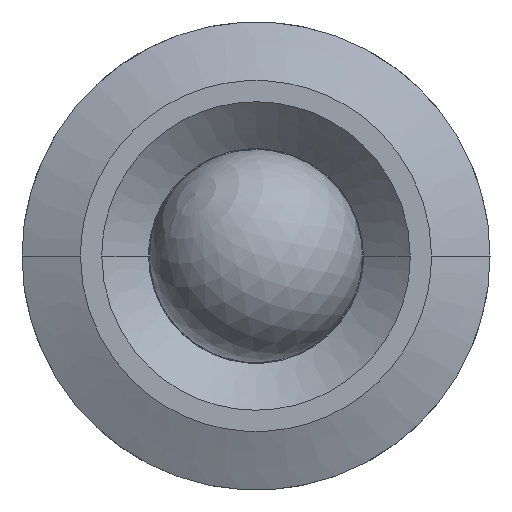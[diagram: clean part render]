
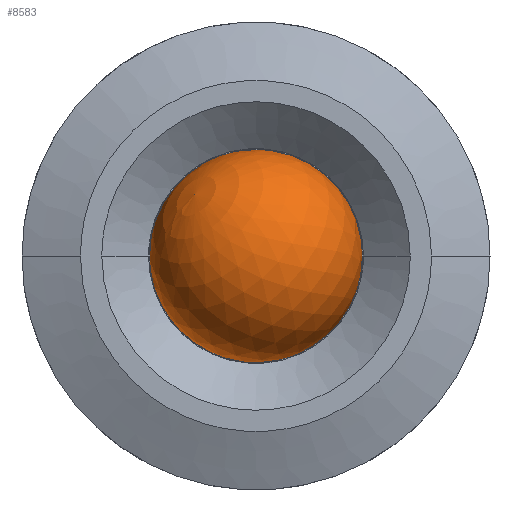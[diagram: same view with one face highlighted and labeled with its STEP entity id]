
A CAD part, front view. The second image highlights one B-rep face of the part: STEP entity #8583.
In plain terms, the highlighted spherical face has radius 5 mm.
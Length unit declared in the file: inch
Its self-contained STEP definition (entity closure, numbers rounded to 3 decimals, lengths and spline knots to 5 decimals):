
#50=SPHERICAL_SURFACE('',#8912,0.19685);
#541=CIRCLE('',#8909,0.19685);
#542=CIRCLE('',#8910,0.19685);
#543=CIRCLE('',#8911,0.19685);
#544=CIRCLE('',#8913,0.19685);
#1713=FACE_OUTER_BOUND('',#2218,.T.);
#2218=EDGE_LOOP('',(#7999,#8000,#8001,#8002,#8003));
#4031=VERTEX_POINT('',#65782);
#4032=VERTEX_POINT('',#65784);
#4033=VERTEX_POINT('',#65786);
#4034=VERTEX_POINT('',#65843);
#5353=EDGE_CURVE('',#4032,#4031,#541,.T.);
#5354=EDGE_CURVE('',#4033,#4032,#542,.T.);
#5356=EDGE_CURVE('',#4031,#4033,#543,.T.);
#5357=EDGE_CURVE('',#4034,#4032,#544,.T.);
#7999=ORIENTED_EDGE('',*,*,#5356,.T.);
#8000=ORIENTED_EDGE('',*,*,#5354,.T.);
#8001=ORIENTED_EDGE('',*,*,#5357,.F.);
#8002=ORIENTED_EDGE('',*,*,#5357,.T.);
#8003=ORIENTED_EDGE('',*,*,#5353,.T.);
#8583=ADVANCED_FACE('',(#1713),#50,.T.);
#8909=AXIS2_PLACEMENT_3D('',#65785,#9988,#9989);
#8910=AXIS2_PLACEMENT_3D('',#65787,#9990,#9991);
#8911=AXIS2_PLACEMENT_3D('',#65841,#9993,#9994);
#8912=AXIS2_PLACEMENT_3D('',#65842,#9995,#9996);
#8913=AXIS2_PLACEMENT_3D('',#65844,#9997,#9998);
#9988=DIRECTION('center_axis',(0.,-1.,0.));
#9989=DIRECTION('ref_axis',(-1.,0.,0.));
#9990=DIRECTION('center_axis',(0.,-1.,0.));
#9991=DIRECTION('ref_axis',(-1.,0.,0.));
#9993=DIRECTION('center_axis',(0.,-1.,0.));
#9994=DIRECTION('ref_axis',(-1.,0.,0.));
#9995=DIRECTION('center_axis',(-0.577,-0.577,0.577));
#9996=DIRECTION('ref_axis',(0.707,0.,0.707));
#9997=DIRECTION('center_axis',(0.408,-0.816,-0.408));
#9998=DIRECTION('ref_axis',(-0.707,0.,-0.707));
#65782=CARTESIAN_POINT('',(0.19685,-0.81496,0.));
#65784=CARTESIAN_POINT('',(-0.13919,-0.81496,-0.1392));
#65785=CARTESIAN_POINT('Origin',(0.,-0.81496,
0.));
#65786=CARTESIAN_POINT('',(-0.19685,-0.81496,0.));
#65787=CARTESIAN_POINT('Origin',(0.,-0.81496,
0.));
#65841=CARTESIAN_POINT('Origin',(0.,-0.81496,
0.));
#65842=CARTESIAN_POINT('Origin',(0.,-0.81496,
0.));
#65843=CARTESIAN_POINT('',(-0.11365,-0.92861,0.11365));
#65844=CARTESIAN_POINT('Origin',(0.,-0.81496,
0.));
